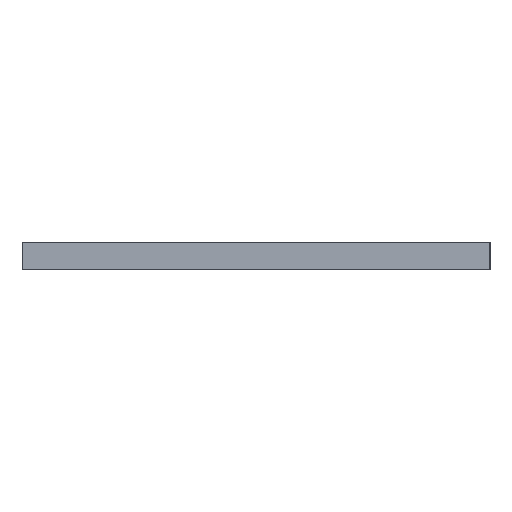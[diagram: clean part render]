
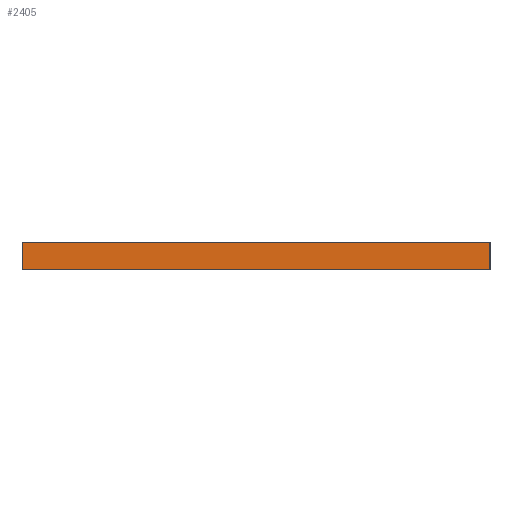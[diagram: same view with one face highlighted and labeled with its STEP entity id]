
A CAD part, left-side view. The second image highlights one B-rep face of the part: STEP entity #2405.
In plain terms, the highlighted planar face has unit normal (-1, 0, 0).
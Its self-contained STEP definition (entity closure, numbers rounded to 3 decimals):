
#111=LINE('',#4189,#219);
#112=LINE('',#4191,#220);
#113=LINE('',#4193,#221);
#114=LINE('',#4194,#222);
#219=VECTOR('',#3539,10.);
#220=VECTOR('',#3540,10.);
#221=VECTOR('',#3541,10.);
#222=VECTOR('',#3542,10.);
#615=FACE_OUTER_BOUND('',#813,.T.);
#813=EDGE_LOOP('',(#2087,#2088,#2089,#2090));
#1299=VERTEX_POINT('',#4187);
#1300=VERTEX_POINT('',#4188);
#1301=VERTEX_POINT('',#4190);
#1302=VERTEX_POINT('',#4192);
#1595=EDGE_CURVE('',#1299,#1300,#111,.F.);
#1596=EDGE_CURVE('',#1299,#1301,#112,.T.);
#1597=EDGE_CURVE('',#1302,#1301,#113,.T.);
#1598=EDGE_CURVE('',#1300,#1302,#114,.T.);
#2087=ORIENTED_EDGE('',*,*,#1595,.F.);
#2088=ORIENTED_EDGE('',*,*,#1596,.T.);
#2089=ORIENTED_EDGE('',*,*,#1597,.F.);
#2090=ORIENTED_EDGE('',*,*,#1598,.F.);
#2255=PLANE('',#2761);
#2405=ADVANCED_FACE('',(#615),#2255,.T.);
#2761=AXIS2_PLACEMENT_3D('',#4186,#3537,#3538);
#3537=DIRECTION('center_axis',(-1.,0.,0.));
#3538=DIRECTION('ref_axis',(0.,-1.,0.));
#3539=DIRECTION('',(0.,-1.,0.));
#3540=DIRECTION('',(0.,0.,1.));
#3541=DIRECTION('',(0.,-1.,0.));
#3542=DIRECTION('',(0.,0.,1.));
#4186=CARTESIAN_POINT('Origin',(0.,0.,0.));
#4187=CARTESIAN_POINT('',(0.,-85.48,13.));
#4188=CARTESIAN_POINT('',(0.,0.,13.));
#4189=CARTESIAN_POINT('',(0.,-21.37,13.));
#4190=CARTESIAN_POINT('',(0.,-85.48,18.));
#4191=CARTESIAN_POINT('',(0.,-85.48,0.));
#4192=CARTESIAN_POINT('',(0.,0.,18.));
#4193=CARTESIAN_POINT('',(0.,-85.48,18.));
#4194=CARTESIAN_POINT('',(0.,0.,0.));
